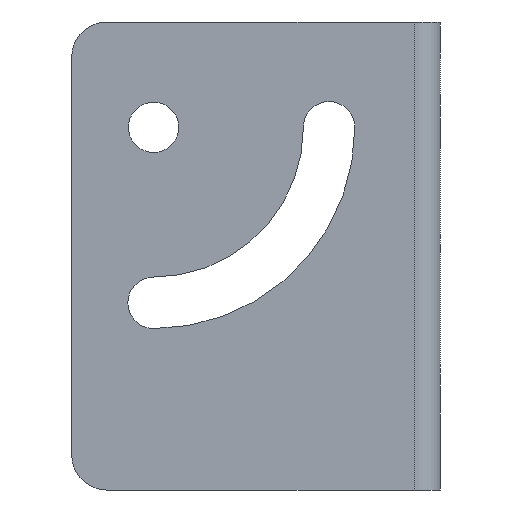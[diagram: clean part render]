
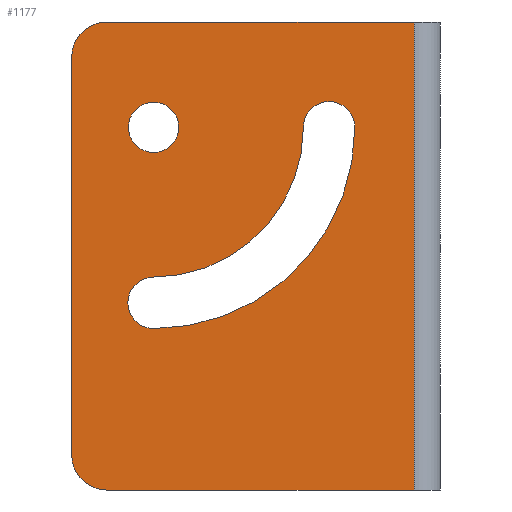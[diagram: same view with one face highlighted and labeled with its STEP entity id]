
A CAD part, left-side view. The second image highlights one B-rep face of the part: STEP entity #1177.
In plain terms, the highlighted planar face has unit normal (-1, 0, 0).
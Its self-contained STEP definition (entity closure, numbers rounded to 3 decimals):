
#27 = CARTESIAN_POINT ( 'NONE',  ( -34.25, 0.737, 0. ) ) ;
#54 = EDGE_CURVE ( 'NONE', #1608, #205, #1180, .T. ) ;
#76 = CARTESIAN_POINT ( 'NONE',  ( -34.25, 30., 17. ) ) ;
#104 = CARTESIAN_POINT ( 'NONE',  ( -34.25, 23., 11. ) ) ;
#107 = VERTEX_POINT ( 'NONE', #468 ) ;
#163 = CIRCLE ( 'NONE', #1527, 2.15 ) ;
#173 = EDGE_CURVE ( 'NONE', #712, #1412, #1213, .T. ) ;
#199 = DIRECTION ( 'NONE',  ( 0., 0., -1. ) ) ;
#205 = VERTEX_POINT ( 'NONE', #373 ) ;
#228 = CARTESIAN_POINT ( 'NONE',  ( -34.25, 27., -17. ) ) ;
#241 = ORIENTED_EDGE ( 'NONE', *, *, #558, .F. ) ;
#269 = AXIS2_PLACEMENT_3D ( 'NONE', #1632, #951, #1379 ) ;
#296 = AXIS2_PLACEMENT_3D ( 'NONE', #104, #629, #1703 ) ;
#345 = ORIENTED_EDGE ( 'NONE', *, *, #1720, .T. ) ;
#368 = EDGE_CURVE ( 'NONE', #1303, #409, #879, .T. ) ;
#373 = CARTESIAN_POINT ( 'NONE',  ( -34.25, 25.15, 11. ) ) ;
#378 = CARTESIAN_POINT ( 'NONE',  ( -34.25, 20.85, 11. ) ) ;
#409 = VERTEX_POINT ( 'NONE', #1533 ) ;
#428 = LINE ( 'NONE', #815, #1055 ) ;
#432 = PLANE ( 'NONE',  #620 ) ;
#445 = AXIS2_PLACEMENT_3D ( 'NONE', #774, #1312, #1725 ) ;
#459 = EDGE_CURVE ( 'NONE', #869, #911, #748, .T. ) ;
#468 = CARTESIAN_POINT ( 'NONE',  ( -34.25, 23., -1.8 ) ) ;
#474 = DIRECTION ( 'NONE',  ( 0., 0., -1. ) ) ;
#479 = AXIS2_PLACEMENT_3D ( 'NONE', #866, #1424, #897 ) ;
#502 = ORIENTED_EDGE ( 'NONE', *, *, #782, .T. ) ;
#540 = EDGE_CURVE ( 'NONE', #1450, #1303, #1298, .T. ) ;
#558 = EDGE_CURVE ( 'NONE', #1607, #107, #1040, .T. ) ;
#573 = FACE_BOUND ( 'NONE', #970, .T. ) ;
#613 = ORIENTED_EDGE ( 'NONE', *, *, #368, .T. ) ;
#620 = AXIS2_PLACEMENT_3D ( 'NONE', #1237, #1111, #731 ) ;
#625 = DIRECTION ( 'NONE',  ( -1., 0., 0. ) ) ;
#629 = DIRECTION ( 'NONE',  ( 1., 0., 0. ) ) ;
#641 = CARTESIAN_POINT ( 'NONE',  ( -34.25, 8., 11. ) ) ;
#667 = EDGE_LOOP ( 'NONE', ( #345, #1277, #613, #502, #1711, #1330 ) ) ;
#701 = FACE_BOUND ( 'NONE', #1516, .T. ) ;
#712 = VERTEX_POINT ( 'NONE', #783 ) ;
#715 = EDGE_CURVE ( 'NONE', #107, #712, #1159, .T. ) ;
#721 = AXIS2_PLACEMENT_3D ( 'NONE', #641, #625, #1706 ) ;
#722 = DIRECTION ( 'NONE',  ( 0., -1., 0. ) ) ;
#723 = VERTEX_POINT ( 'NONE', #1617 ) ;
#730 = AXIS2_PLACEMENT_3D ( 'NONE', #1374, #1105, #1390 ) ;
#731 = DIRECTION ( 'NONE',  ( 0., 1., 0. ) ) ;
#748 = LINE ( 'NONE', #1288, #1215 ) ;
#774 = CARTESIAN_POINT ( 'NONE',  ( -34.25, 27., 17. ) ) ;
#782 = EDGE_CURVE ( 'NONE', #409, #869, #1576, .T. ) ;
#783 = CARTESIAN_POINT ( 'NONE',  ( -34.25, 23., -6.2 ) ) ;
#815 = CARTESIAN_POINT ( 'NONE',  ( -34.25, 30., 20. ) ) ;
#827 = AXIS2_PLACEMENT_3D ( 'NONE', #228, #1694, #1575 ) ;
#859 = CIRCLE ( 'NONE', #721, 2.2 ) ;
#866 = CARTESIAN_POINT ( 'NONE',  ( -34.25, 23., 11. ) ) ;
#869 = VERTEX_POINT ( 'NONE', #1708 ) ;
#879 = LINE ( 'NONE', #1676, #1074 ) ;
#897 = DIRECTION ( 'NONE',  ( 0., -1., 0. ) ) ;
#911 = VERTEX_POINT ( 'NONE', #1192 ) ;
#922 = DIRECTION ( 'NONE',  ( 0., -1., 0. ) ) ;
#940 = DIRECTION ( 'NONE',  ( 0., 1., 0. ) ) ;
#950 = CARTESIAN_POINT ( 'NONE',  ( -34.25, 5.8, 11. ) ) ;
#951 = DIRECTION ( 'NONE',  ( -1., 0., 0. ) ) ;
#970 = EDGE_LOOP ( 'NONE', ( #1322, #1053 ) ) ;
#989 = CARTESIAN_POINT ( 'NONE',  ( -34.25, 27., 20. ) ) ;
#1002 = CARTESIAN_POINT ( 'NONE',  ( -34.25, 10.2, 11. ) ) ;
#1040 = CIRCLE ( 'NONE', #296, 12.8 ) ;
#1053 = ORIENTED_EDGE ( 'NONE', *, *, #1698, .F. ) ;
#1055 = VECTOR ( 'NONE', #940, 1000. ) ;
#1074 = VECTOR ( 'NONE', #474, 1000. ) ;
#1105 = DIRECTION ( 'NONE',  ( -1., 0., 0. ) ) ;
#1111 = DIRECTION ( 'NONE',  ( 1., 0., 0. ) ) ;
#1126 = LINE ( 'NONE', #27, #1559 ) ;
#1159 = CIRCLE ( 'NONE', #269, 2.2 ) ;
#1177 = ADVANCED_FACE ( 'NONE', ( #701, #573, #1642 ), #432, .F. ) ;
#1180 = CIRCLE ( 'NONE', #730, 2.15 ) ;
#1192 = CARTESIAN_POINT ( 'NONE',  ( -34.25, 0.737, -20. ) ) ;
#1198 = ORIENTED_EDGE ( 'NONE', *, *, #715, .F. ) ;
#1213 = CIRCLE ( 'NONE', #479, 17.2 ) ;
#1215 = VECTOR ( 'NONE', #722, 1000. ) ;
#1237 = CARTESIAN_POINT ( 'NONE',  ( -34.25, 0., 0. ) ) ;
#1262 = EDGE_CURVE ( 'NONE', #1412, #1607, #859, .T. ) ;
#1277 = ORIENTED_EDGE ( 'NONE', *, *, #540, .T. ) ;
#1288 = CARTESIAN_POINT ( 'NONE',  ( -34.25, 0., -20. ) ) ;
#1290 = DIRECTION ( 'NONE',  ( -1., 0., 0. ) ) ;
#1298 = CIRCLE ( 'NONE', #445, 3. ) ;
#1303 = VERTEX_POINT ( 'NONE', #76 ) ;
#1312 = DIRECTION ( 'NONE',  ( -1., 0., 0. ) ) ;
#1322 = ORIENTED_EDGE ( 'NONE', *, *, #54, .F. ) ;
#1323 = ORIENTED_EDGE ( 'NONE', *, *, #1262, .F. ) ;
#1324 = CARTESIAN_POINT ( 'NONE',  ( -34.25, 23., 11. ) ) ;
#1330 = ORIENTED_EDGE ( 'NONE', *, *, #1466, .F. ) ;
#1374 = CARTESIAN_POINT ( 'NONE',  ( -34.25, 23., 11. ) ) ;
#1379 = DIRECTION ( 'NONE',  ( 0., -1., 0. ) ) ;
#1390 = DIRECTION ( 'NONE',  ( 0., -1., 0. ) ) ;
#1412 = VERTEX_POINT ( 'NONE', #950 ) ;
#1424 = DIRECTION ( 'NONE',  ( -1., 0., 0. ) ) ;
#1430 = ORIENTED_EDGE ( 'NONE', *, *, #173, .F. ) ;
#1450 = VERTEX_POINT ( 'NONE', #989 ) ;
#1466 = EDGE_CURVE ( 'NONE', #723, #911, #1126, .T. ) ;
#1516 = EDGE_LOOP ( 'NONE', ( #1430, #1198, #241, #1323 ) ) ;
#1527 = AXIS2_PLACEMENT_3D ( 'NONE', #1324, #1290, #922 ) ;
#1533 = CARTESIAN_POINT ( 'NONE',  ( -34.25, 30., -17. ) ) ;
#1559 = VECTOR ( 'NONE', #199, 1000. ) ;
#1575 = DIRECTION ( 'NONE',  ( 0., 1., 0. ) ) ;
#1576 = CIRCLE ( 'NONE', #827, 3. ) ;
#1607 = VERTEX_POINT ( 'NONE', #1002 ) ;
#1608 = VERTEX_POINT ( 'NONE', #378 ) ;
#1617 = CARTESIAN_POINT ( 'NONE',  ( -34.25, 0.737, 20. ) ) ;
#1632 = CARTESIAN_POINT ( 'NONE',  ( -34.25, 23., -4. ) ) ;
#1642 = FACE_OUTER_BOUND ( 'NONE', #667, .T. ) ;
#1676 = CARTESIAN_POINT ( 'NONE',  ( -34.25, 30., -20. ) ) ;
#1694 = DIRECTION ( 'NONE',  ( -1., 0., 0. ) ) ;
#1698 = EDGE_CURVE ( 'NONE', #205, #1608, #163, .T. ) ;
#1703 = DIRECTION ( 'NONE',  ( 0., -1., 0. ) ) ;
#1706 = DIRECTION ( 'NONE',  ( 0., -1., 0. ) ) ;
#1708 = CARTESIAN_POINT ( 'NONE',  ( -34.25, 27., -20. ) ) ;
#1711 = ORIENTED_EDGE ( 'NONE', *, *, #459, .T. ) ;
#1720 = EDGE_CURVE ( 'NONE', #723, #1450, #428, .T. ) ;
#1725 = DIRECTION ( 'NONE',  ( 0., 1., 0. ) ) ;
